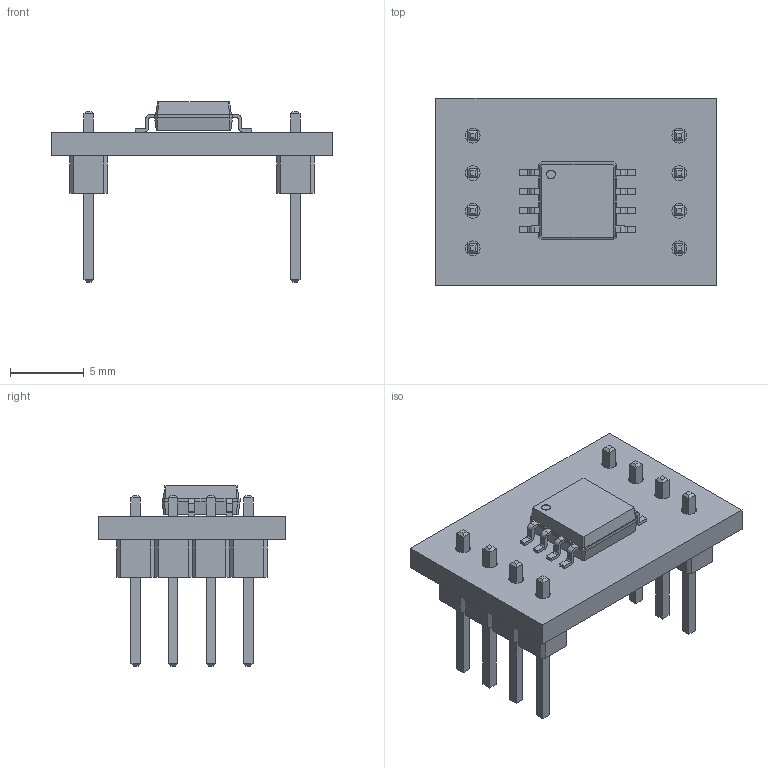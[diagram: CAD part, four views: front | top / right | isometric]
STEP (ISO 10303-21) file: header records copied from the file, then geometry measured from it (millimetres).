
FILE_DESCRIPTION(('FreeCAD Model'),'2;1');
FILE_NAME('Open CASCADE Shape Model','2023-08-22T20:29:19',(''),(''), 'Open CASCADE STEP processor 7.6','FreeCAD','Unknown');
FILE_SCHEMA(('AUTOMOTIVE_DESIGN { 1 0 10303 214 1 1 1 1 }'));
Length unit declared in the file: millimetre
Products named in the file (8): sst25fxxx breakout; Board_Geoms_8172; Pcb_8172; Step_Models_8172; Top_8172; U1_SOIC_8_5275x5275mm_P127mm_7756967b71fb; Bot_8172; J1_PinHeader_1x04_P254mm_Vertical_a34726ed79ea
Assembly tree (8 placements, depth 4):
  sst25fxxx breakout
    Board_Geoms_8172
      Pcb_8172
    Step_Models_8172
      Top_8172
        U1_SOIC_8_5275x5275mm_P127mm_7756967b71fb
      Bot_8172
        J1_PinHeader_1x04_P254mm_Vertical_a34726ed79ea  x2
Bounding box: 19.05 x 12.7 x 12.2 mm (x, y, z)
Volume: 586.9 mm3; surface area: 1138.5 mm2
Topology: 4 solids, 4 shells, 371 faces, 918 edges, 572 vertices
Faces by surface type: plane 298, cylinder 41, bspline 32
Full cylindrical faces by diameter (mm): 0.6 x1, 1 x8
Entity records: 9862 total; most frequent: CARTESIAN_POINT 1512, ORIENTED_EDGE 1360, DIRECTION 1226, EDGE_CURVE 680, LINE 566, VECTOR 566, VERTEX_POINT 424, AXIS2_PLACEMENT_3D 330
